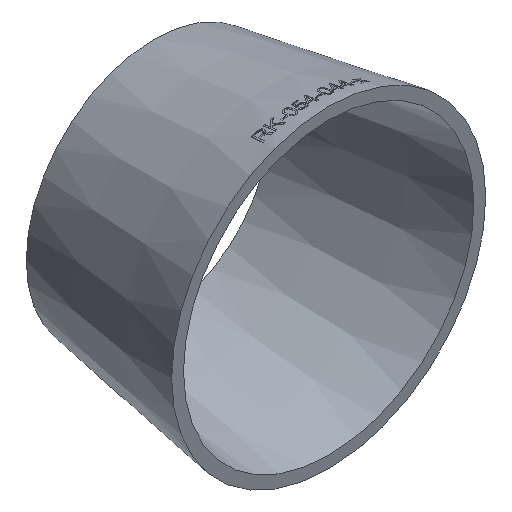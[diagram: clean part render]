
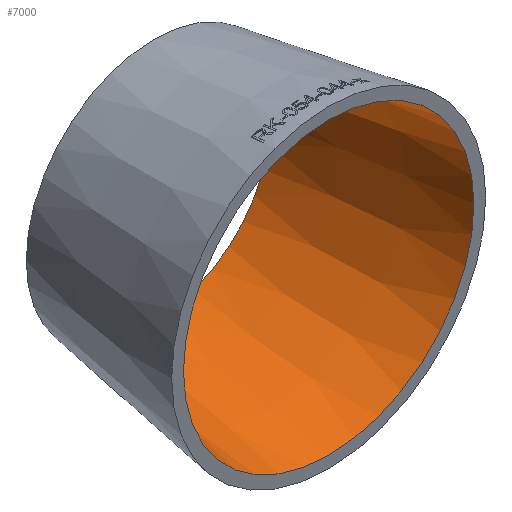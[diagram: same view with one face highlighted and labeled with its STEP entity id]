
A CAD part, isometric view. The second image highlights one B-rep face of the part: STEP entity #7000.
In plain terms, the highlighted conical face has half-angle 9.462 degrees and reference radius 24.972 mm.
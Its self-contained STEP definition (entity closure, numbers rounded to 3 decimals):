
#307 = CARTESIAN_POINT ( 'NONE',  ( 0., 30., -19.972 ) ) ;
#1591 = CARTESIAN_POINT ( 'NONE',  ( 0., 0., 0. ) ) ;
#1732 = FACE_BOUND ( 'NONE', #6527, .T. ) ;
#1867 = CONICAL_SURFACE ( 'NONE', #9581, 24.972, 0.165 ) ;
#2557 = EDGE_LOOP ( 'NONE', ( #8113 ) ) ;
#4648 = DIRECTION ( 'NONE',  ( 0., 0., -1. ) ) ;
#4724 = CIRCLE ( 'NONE', #11827, 19.972 ) ;
#4984 = VERTEX_POINT ( 'NONE', #8876 ) ;
#5676 = EDGE_CURVE ( 'NONE', #4984, #4984, #10097, .T. ) ;
#6094 = VERTEX_POINT ( 'NONE', #307 ) ;
#6527 = EDGE_LOOP ( 'NONE', ( #10925 ) ) ;
#7000 = ADVANCED_FACE ( 'NONE', ( #1732, #8478 ), #1867, .F. ) ;
#7284 = CARTESIAN_POINT ( 'NONE',  ( 0., 0., 0. ) ) ;
#7681 = AXIS2_PLACEMENT_3D ( 'NONE', #1591, #9339, #10308 ) ;
#8113 = ORIENTED_EDGE ( 'NONE', *, *, #5676, .T. ) ;
#8478 = FACE_OUTER_BOUND ( 'NONE', #2557, .T. ) ;
#8611 = CARTESIAN_POINT ( 'NONE',  ( 0., 30., 0. ) ) ;
#8876 = CARTESIAN_POINT ( 'NONE',  ( 0., 0., -24.972 ) ) ;
#9238 = DIRECTION ( 'NONE',  ( 0., -1., 0. ) ) ;
#9339 = DIRECTION ( 'NONE',  ( 0., -1., 0. ) ) ;
#9581 = AXIS2_PLACEMENT_3D ( 'NONE', #7284, #9238, #10252 ) ;
#10097 = CIRCLE ( 'NONE', #7681, 24.972 ) ;
#10252 = DIRECTION ( 'NONE',  ( 0., 0., -1. ) ) ;
#10308 = DIRECTION ( 'NONE',  ( 0., 0., -1. ) ) ;
#10925 = ORIENTED_EDGE ( 'NONE', *, *, #11251, .F. ) ;
#11251 = EDGE_CURVE ( 'NONE', #6094, #6094, #4724, .T. ) ;
#11570 = DIRECTION ( 'NONE',  ( 0., -1., 0. ) ) ;
#11827 = AXIS2_PLACEMENT_3D ( 'NONE', #8611, #11570, #4648 ) ;
